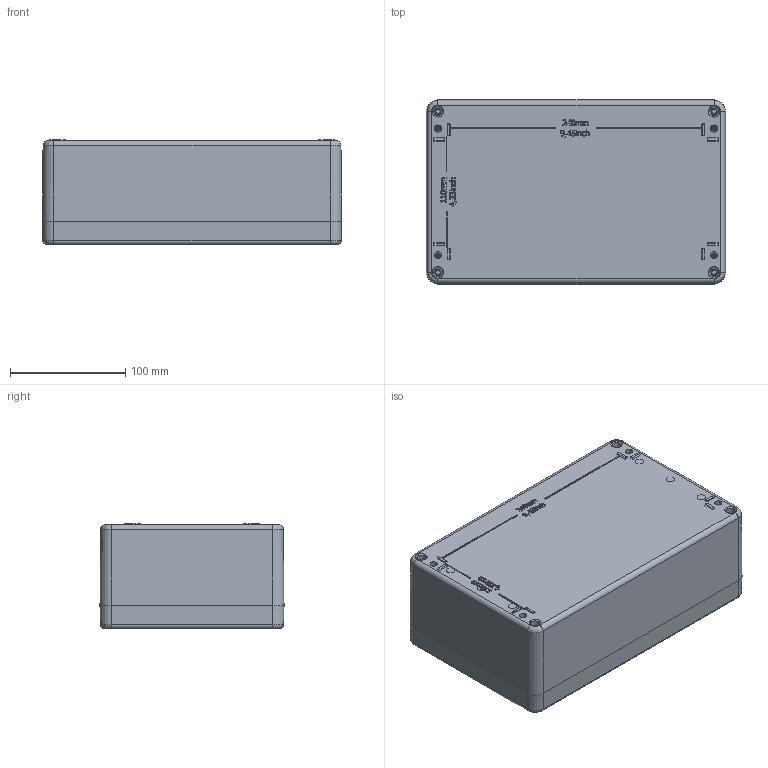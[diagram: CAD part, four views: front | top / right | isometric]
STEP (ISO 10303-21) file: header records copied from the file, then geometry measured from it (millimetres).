
FILE_DESCRIPTION (( 'STEP AP214' ), '1' );
FILE_NAME ('DU7114W.STEP', '2019-07-09T18:52:24', ( '' ), ( '' ), 'SwSTEP 2.0', 'SolidWorks 2018', '' );
FILE_SCHEMA (( 'AUTOMOTIVE_DESIGN' ));
Length unit declared in the file: inch
Products named in the file (1): DU7114W
Bounding box: 260 x 160 x 91 mm (x, y, z)
Volume: 964571.2 mm3; surface area: 350300 mm2
Topology: 17 solids, 17 shells, 1266 faces, 3179 edges, 2047 vertices
Faces by surface type: plane 651, bspline 271, cylinder 170, cone 162, torus 12
Full cylindrical faces by diameter (mm): 4.917 x10, 5.2 x4, 5.4 x4, 6 x10, 7 x4, 7.4 x10, 8 x4, 9.5 x4
Entity records: 41332 total; most frequent: CARTESIAN_POINT 13580, ORIENTED_EDGE 5912, DIRECTION 4862, EDGE_CURVE 2956, VERTEX_POINT 1988, LINE 1694, VECTOR 1694, AXIS2_PLACEMENT_3D 1584
